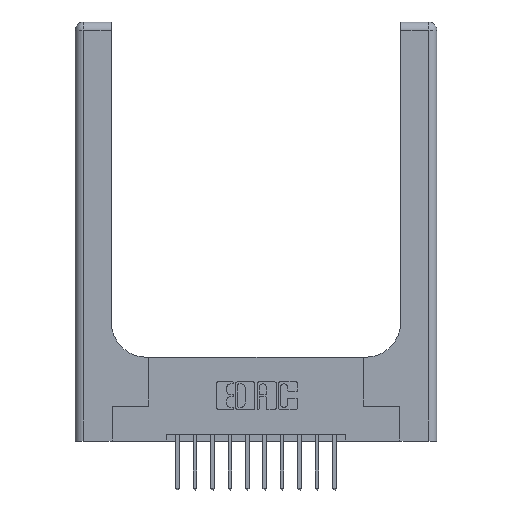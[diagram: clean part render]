
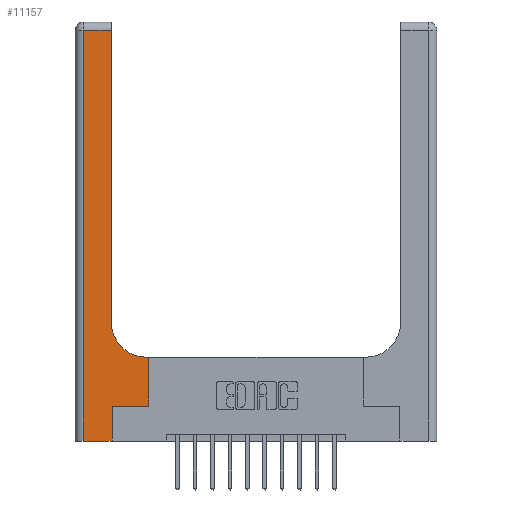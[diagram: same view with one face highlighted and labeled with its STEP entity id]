
A CAD part, top view. The second image highlights one B-rep face of the part: STEP entity #11157.
In plain terms, the highlighted planar face has unit normal (0, 0, 1).
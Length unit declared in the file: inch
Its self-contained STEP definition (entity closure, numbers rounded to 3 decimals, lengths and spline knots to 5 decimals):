
#211 = EDGE_CURVE ( 'NONE', #1003, #4355, #3541, .T. ) ;
#809 = EDGE_CURVE ( 'NONE', #4355, #11134, #6177, .T. ) ;
#1003 = VERTEX_POINT ( 'NONE', #1490 ) ;
#1240 = DIRECTION ( 'NONE',  ( 0., -1., 0. ) ) ;
#1395 = CARTESIAN_POINT ( 'NONE',  ( 0.528, 0.25, 0.37 ) ) ;
#1490 = CARTESIAN_POINT ( 'NONE',  ( 0.51, 0.6, 0.37 ) ) ;
#2096 = VERTEX_POINT ( 'NONE', #8826 ) ;
#2693 = LINE ( 'NONE', #6715, #12792 ) ;
#3114 = ORIENTED_EDGE ( 'NONE', *, *, #7804, .T. ) ;
#3188 = ORIENTED_EDGE ( 'NONE', *, *, #6696, .T. ) ;
#3372 = EDGE_CURVE ( 'NONE', #14047, #2096, #12706, .T. ) ;
#3541 = CIRCLE ( 'NONE', #12876, 0.25 ) ;
#3615 = VECTOR ( 'NONE', #13768, 39.37008 ) ;
#3627 = LINE ( 'NONE', #1395, #14891 ) ;
#3628 = DIRECTION ( 'NONE',  ( 1., 0., 0. ) ) ;
#3667 = LINE ( 'NONE', #15044, #10930 ) ;
#3723 = ORIENTED_EDGE ( 'NONE', *, *, #8084, .T. ) ;
#3854 = DIRECTION ( 'NONE',  ( 1., 0., 0. ) ) ;
#4092 = DIRECTION ( 'NONE',  ( -1., 0., 0. ) ) ;
#4355 = VERTEX_POINT ( 'NONE', #14905 ) ;
#4375 = DIRECTION ( 'NONE',  ( 0., 0., -1. ) ) ;
#4415 = VERTEX_POINT ( 'NONE', #8957 ) ;
#4449 = CARTESIAN_POINT ( 'NONE',  ( 0.51, 0.85, 0.37 ) ) ;
#5102 = EDGE_CURVE ( 'NONE', #9318, #4415, #6326, .T. ) ;
#5616 = ORIENTED_EDGE ( 'NONE', *, *, #6652, .T. ) ;
#6158 = CARTESIAN_POINT ( 'NONE',  ( 0., 0., 0.37 ) ) ;
#6177 = LINE ( 'NONE', #7283, #3615 ) ;
#6326 = LINE ( 'NONE', #7595, #11043 ) ;
#6652 = EDGE_CURVE ( 'NONE', #11703, #1003, #9894, .T. ) ;
#6696 = EDGE_CURVE ( 'NONE', #4415, #15894, #15236, .T. ) ;
#6715 = CARTESIAN_POINT ( 'NONE',  ( 0., 2.94, 0.37 ) ) ;
#7283 = CARTESIAN_POINT ( 'NONE',  ( 0.26, 3., 0.37 ) ) ;
#7595 = CARTESIAN_POINT ( 'NONE',  ( 0.06, 3., 0.37 ) ) ;
#7804 = EDGE_CURVE ( 'NONE', #11134, #9318, #2693, .T. ) ;
#7841 = FACE_OUTER_BOUND ( 'NONE', #10648, .T. ) ;
#7846 = CARTESIAN_POINT ( 'NONE',  ( 0.265, 0.25, 0.37 ) ) ;
#8084 = EDGE_CURVE ( 'NONE', #15894, #14047, #3667, .T. ) ;
#8552 = CARTESIAN_POINT ( 'NONE',  ( 0.528, 0.6, 0.37 ) ) ;
#8705 = DIRECTION ( 'NONE',  ( 0., 1., 0. ) ) ;
#8826 = CARTESIAN_POINT ( 'NONE',  ( 0.528, 0.25, 0.37 ) ) ;
#8957 = CARTESIAN_POINT ( 'NONE',  ( 0.06, 0., 0.37 ) ) ;
#9014 = CARTESIAN_POINT ( 'NONE',  ( 0.265, 0.25, 0.37 ) ) ;
#9318 = VERTEX_POINT ( 'NONE', #14291 ) ;
#9894 = LINE ( 'NONE', #11239, #14892 ) ;
#9981 = ORIENTED_EDGE ( 'NONE', *, *, #809, .T. ) ;
#10135 = DIRECTION ( 'NONE',  ( -1., 0., 0. ) ) ;
#10648 = EDGE_LOOP ( 'NONE', ( #9981, #3114, #16411, #3188, #3723, #14147, #14500, #5616, #11058 ) ) ;
#10930 = VECTOR ( 'NONE', #13629, 39.37008 ) ;
#11043 = VECTOR ( 'NONE', #1240, 39.37008 ) ;
#11058 = ORIENTED_EDGE ( 'NONE', *, *, #211, .T. ) ;
#11134 = VERTEX_POINT ( 'NONE', #14431 ) ;
#11157 = ADVANCED_FACE ( 'NONE', ( #7841 ), #12931, .F. ) ;
#11239 = CARTESIAN_POINT ( 'NONE',  ( 0.26, 0.6, 0.37 ) ) ;
#11661 = CARTESIAN_POINT ( 'NONE',  ( 0., 3., 0.37 ) ) ;
#11703 = VERTEX_POINT ( 'NONE', #8552 ) ;
#11957 = VECTOR ( 'NONE', #3628, 39.37008 ) ;
#12706 = LINE ( 'NONE', #9014, #13347 ) ;
#12792 = VECTOR ( 'NONE', #13047, 39.37008 ) ;
#12876 = AXIS2_PLACEMENT_3D ( 'NONE', #4449, #4375, #16046 ) ;
#12931 = PLANE ( 'NONE',  #15259 ) ;
#13047 = DIRECTION ( 'NONE',  ( -1., 0., 0. ) ) ;
#13347 = VECTOR ( 'NONE', #3854, 39.37008 ) ;
#13629 = DIRECTION ( 'NONE',  ( 0., 1., 0. ) ) ;
#13768 = DIRECTION ( 'NONE',  ( 0., 1., 0. ) ) ;
#14047 = VERTEX_POINT ( 'NONE', #7846 ) ;
#14147 = ORIENTED_EDGE ( 'NONE', *, *, #3372, .T. ) ;
#14291 = CARTESIAN_POINT ( 'NONE',  ( 0.06, 2.94, 0.37 ) ) ;
#14431 = CARTESIAN_POINT ( 'NONE',  ( 0.26, 2.94, 0.37 ) ) ;
#14500 = ORIENTED_EDGE ( 'NONE', *, *, #14745, .T. ) ;
#14745 = EDGE_CURVE ( 'NONE', #2096, #11703, #3627, .T. ) ;
#14891 = VECTOR ( 'NONE', #8705, 39.37008 ) ;
#14892 = VECTOR ( 'NONE', #10135, 39.37008 ) ;
#14905 = CARTESIAN_POINT ( 'NONE',  ( 0.26, 0.85, 0.37 ) ) ;
#15044 = CARTESIAN_POINT ( 'NONE',  ( 0.265, 0., 0.37 ) ) ;
#15236 = LINE ( 'NONE', #6158, #11957 ) ;
#15259 = AXIS2_PLACEMENT_3D ( 'NONE', #11661, #15521, #4092 ) ;
#15521 = DIRECTION ( 'NONE',  ( 0., 0., -1. ) ) ;
#15894 = VERTEX_POINT ( 'NONE', #15948 ) ;
#15948 = CARTESIAN_POINT ( 'NONE',  ( 0.265, 0., 0.37 ) ) ;
#16046 = DIRECTION ( 'NONE',  ( 1., 0., 0. ) ) ;
#16411 = ORIENTED_EDGE ( 'NONE', *, *, #5102, .T. ) ;
